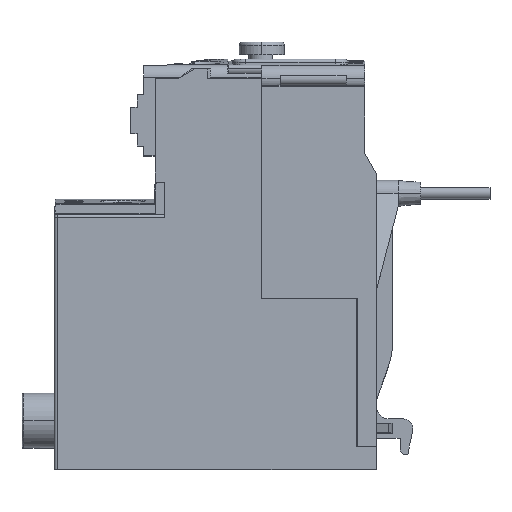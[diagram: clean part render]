
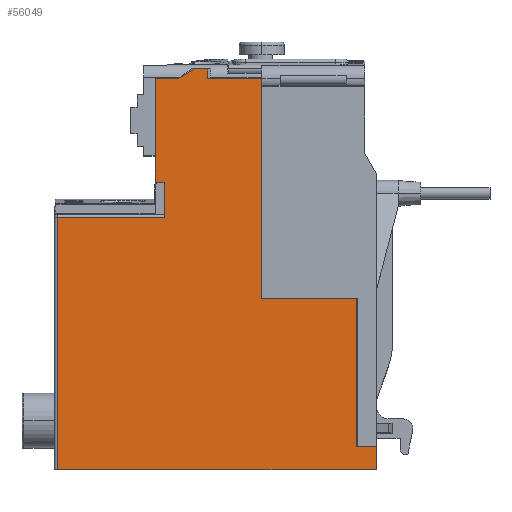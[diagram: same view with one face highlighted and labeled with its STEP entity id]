
A CAD part, top view. The second image highlights one B-rep face of the part: STEP entity #56049.
In plain terms, the highlighted planar face has unit normal (0, 0, 1).
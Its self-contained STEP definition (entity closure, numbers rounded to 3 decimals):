
#40130=DIRECTION('',(1.,0.,0.));
#40131=VECTOR('',#40130,14.75);
#40132=CARTESIAN_POINT('',(32.3,26.6,44.));
#40133=LINE('',#40132,#40131);
#40638=DIRECTION('',(0.,1.,0.));
#40639=VECTOR('',#40638,5.5);
#40640=CARTESIAN_POINT('',(17.2,39.2,44.));
#40641=LINE('',#40640,#40639);
#40730=DIRECTION('',(-1.,0.,0.));
#40731=VECTOR('',#40730,1.5);
#40732=CARTESIAN_POINT('',(17.2,44.7,44.));
#40733=LINE('',#40732,#40731);
#41000=DIRECTION('',(1.,0.,0.));
#41001=VECTOR('',#41000,8.4);
#41002=CARTESIAN_POINT('',(23.9,60.8,44.));
#41003=LINE('',#41002,#41001);
#41496=DIRECTION('',(1.,0.,0.));
#41497=VECTOR('',#41496,3.7);
#41498=CARTESIAN_POINT('',(15.7,60.8,44.));
#41499=LINE('',#41498,#41497);
#41512=DIRECTION('',(-0.857,-0.514,0.));
#41513=VECTOR('',#41512,2.915);
#41514=CARTESIAN_POINT('',(21.9,62.3,44.));
#41515=LINE('',#41514,#41513);
#41516=DIRECTION('',(0.,1.,0.));
#41517=VECTOR('',#41516,1.5);
#41518=CARTESIAN_POINT('',(23.9,60.8,44.));
#41519=LINE('',#41518,#41517);
#41520=DIRECTION('',(1.,0.,0.));
#41521=VECTOR('',#41520,2.);
#41522=CARTESIAN_POINT('',(21.9,62.3,44.));
#41523=LINE('',#41522,#41521);
#41548=DIRECTION('',(0.,-1.,0.));
#41549=VECTOR('',#41548,34.2);
#41550=CARTESIAN_POINT('',(32.3,60.8,44.));
#41551=LINE('',#41550,#41549);
#42503=DIRECTION('',(0.,1.,0.));
#42504=VECTOR('',#42503,16.1);
#42505=CARTESIAN_POINT('',(15.7,44.7,44.));
#42506=LINE('',#42505,#42504);
#44018=DIRECTION('',(0.,-1.,0.));
#44019=VECTOR('',#44018,23.1);
#44020=CARTESIAN_POINT('',(47.05,26.6,44.));
#44021=LINE('',#44020,#44019);
#44046=DIRECTION('',(1.,0.,0.));
#44047=VECTOR('',#44046,3.05);
#44048=CARTESIAN_POINT('',(47.05,3.5,44.));
#44049=LINE('',#44048,#44047);
#46987=DIRECTION('',(-1.,0.,0.));
#46988=VECTOR('',#46987,49.6);
#46989=CARTESIAN_POINT('',(50.1,0.,44.));
#46990=LINE('',#46989,#46988);
#47069=DIRECTION('',(0.,-1.,0.));
#47070=VECTOR('',#47069,3.5);
#47071=CARTESIAN_POINT('',(50.1,3.5,44.));
#47072=LINE('',#47071,#47070);
#49008=DIRECTION('',(0.,1.,0.));
#49009=VECTOR('',#49008,39.2);
#49010=CARTESIAN_POINT('',(0.5,0.,44.));
#49011=LINE('',#49010,#49009);
#49031=DIRECTION('',(1.,0.,0.));
#49032=VECTOR('',#49031,16.7);
#49033=CARTESIAN_POINT('',(0.5,39.2,44.));
#49034=LINE('',#49033,#49032);
#52446=CARTESIAN_POINT('',(0.5,39.2,44.));
#52447=VERTEX_POINT('',#52446);
#53341=CARTESIAN_POINT('',(50.1,3.5,44.));
#53343=VERTEX_POINT('',#53341);
#53782=CARTESIAN_POINT('',(47.05,26.6,44.));
#53783=VERTEX_POINT('',#53782);
#53784=CARTESIAN_POINT('',(47.05,3.5,44.));
#53785=VERTEX_POINT('',#53784);
#54036=CARTESIAN_POINT('',(15.7,44.7,44.));
#54037=CARTESIAN_POINT('',(15.7,60.8,44.));
#54038=VERTEX_POINT('',#54036);
#54039=VERTEX_POINT('',#54037);
#54095=CARTESIAN_POINT('',(23.9,60.8,44.));
#54096=CARTESIAN_POINT('',(32.3,60.8,44.));
#54097=VERTEX_POINT('',#54095);
#54098=VERTEX_POINT('',#54096);
#54250=CARTESIAN_POINT('',(50.1,0.,44.));
#54251=CARTESIAN_POINT('',(0.5,0.,44.));
#54252=VERTEX_POINT('',#54250);
#54253=VERTEX_POINT('',#54251);
#54258=CARTESIAN_POINT('',(32.3,26.6,44.));
#54259=VERTEX_POINT('',#54258);
#54267=CARTESIAN_POINT('',(17.2,44.7,44.));
#54269=VERTEX_POINT('',#54267);
#54284=CARTESIAN_POINT('',(21.9,62.3,44.));
#54285=CARTESIAN_POINT('',(19.4,60.8,44.));
#54286=VERTEX_POINT('',#54284);
#54287=VERTEX_POINT('',#54285);
#54288=CARTESIAN_POINT('',(17.2,39.2,44.));
#54289=VERTEX_POINT('',#54288);
#54294=CARTESIAN_POINT('',(23.9,62.3,44.));
#54295=VERTEX_POINT('',#54294);
#56016=CARTESIAN_POINT('',(0.,39.7,44.));
#56017=DIRECTION('',(0.,0.,-1.));
#56018=DIRECTION('',(-1.,0.,0.));
#56019=AXIS2_PLACEMENT_3D('',#56016,#56017,#56018);
#56020=PLANE('',#56019);
#56021=ORIENTED_EDGE('',*,*,#56007,.F.);
#56023=ORIENTED_EDGE('',*,*,#56022,.T.);
#56025=ORIENTED_EDGE('',*,*,#56024,.F.);
#56026=ORIENTED_EDGE('',*,*,#55805,.T.);
#56028=ORIENTED_EDGE('',*,*,#56027,.T.);
#56029=ORIENTED_EDGE('',*,*,#54687,.T.);
#56031=ORIENTED_EDGE('',*,*,#56030,.T.);
#56033=ORIENTED_EDGE('',*,*,#56032,.T.);
#56035=ORIENTED_EDGE('',*,*,#56034,.T.);
#56037=ORIENTED_EDGE('',*,*,#56036,.T.);
#56039=ORIENTED_EDGE('',*,*,#56038,.T.);
#56041=ORIENTED_EDGE('',*,*,#56040,.T.);
#56042=ORIENTED_EDGE('',*,*,#55461,.T.);
#56043=ORIENTED_EDGE('',*,*,#55587,.T.);
#56045=ORIENTED_EDGE('',*,*,#56044,.T.);
#56046=ORIENTED_EDGE('',*,*,#55994,.T.);
#56047=EDGE_LOOP('',(#56021,#56023,#56025,#56026,#56028,#56029,#56031,#56033,
#56035,#56037,#56039,#56041,#56042,#56043,#56045,#56046));
#56048=FACE_OUTER_BOUND('',#56047,.F.);
#54687=EDGE_CURVE('',#54259,#53783,#40133,.T.);
#55461=EDGE_CURVE('',#54289,#54269,#40641,.T.);
#55587=EDGE_CURVE('',#54269,#54038,#40733,.T.);
#55805=EDGE_CURVE('',#54097,#54098,#41003,.T.);
#55994=EDGE_CURVE('',#54039,#54287,#41499,.T.);
#56007=EDGE_CURVE('',#54286,#54287,#41515,.T.);
#56022=EDGE_CURVE('',#54286,#54295,#41523,.T.);
#56024=EDGE_CURVE('',#54097,#54295,#41519,.T.);
#56027=EDGE_CURVE('',#54098,#54259,#41551,.T.);
#56030=EDGE_CURVE('',#53783,#53785,#44021,.T.);
#56032=EDGE_CURVE('',#53785,#53343,#44049,.T.);
#56034=EDGE_CURVE('',#53343,#54252,#47072,.T.);
#56036=EDGE_CURVE('',#54252,#54253,#46990,.T.);
#56038=EDGE_CURVE('',#54253,#52447,#49011,.T.);
#56040=EDGE_CURVE('',#52447,#54289,#49034,.T.);
#56044=EDGE_CURVE('',#54038,#54039,#42506,.T.);
#56049=ADVANCED_FACE('',(#56048),#56020,.F.);
